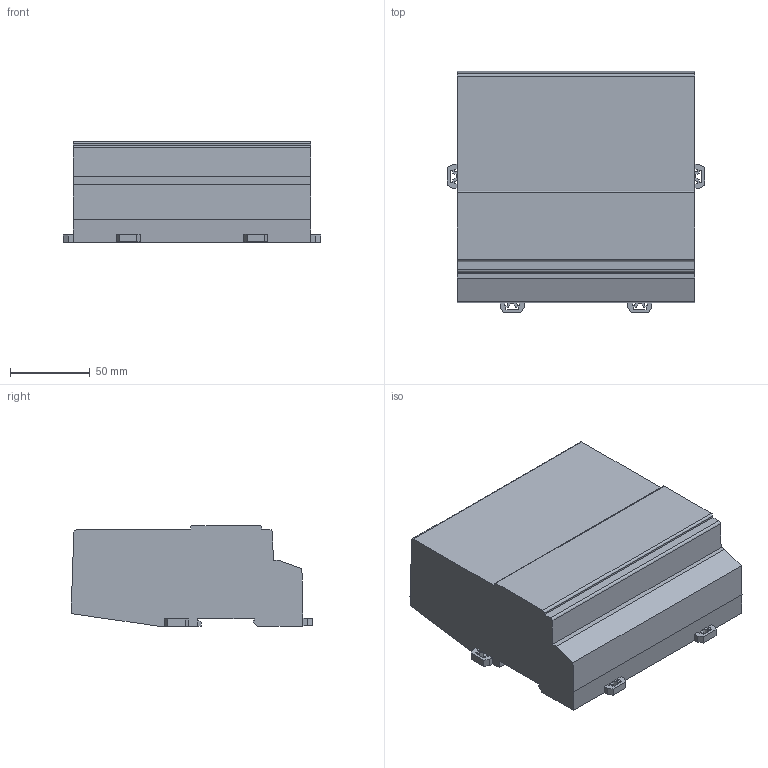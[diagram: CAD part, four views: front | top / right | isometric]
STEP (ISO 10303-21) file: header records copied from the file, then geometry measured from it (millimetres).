
FILE_DESCRIPTION(/* description */ (''),/* implementation_level */ '2;1');
FILE_NAME(/* name */ '3d_BCG0524_lovato_atak_0013.stp',/* time_stamp */ '2016-03-22T07:11:54+01:00',/* author */ ('Andrzej'),/* organization */ (''),/* preprocessor_version */ 'ST-DEVELOPER v15.5',/* originating_system */ 'AutoCAD Mechanical',/* authorisation */ '');
FILE_SCHEMA (('AUTOMOTIVE_DESIGN { 1 0 10303 214 3 1 1 }'));
Length unit declared in the file: millimetre
Products named in the file (1): Product
Bounding box: 161 x 151 x 63.2 mm (x, y, z)
Volume: 1200988.8 mm3; surface area: 78646.1 mm2
Topology: 3 solids, 3 shells, 126 faces, 529 edges, 562 vertices
Faces by surface type: plane 110, cylinder 16
Entity records: 5366 total; most frequent: CARTESIAN_POINT 1218, DIRECTION 876, ORIENTED_EDGE 744, LINE 436, VECTOR 436, EDGE_CURVE 372, VERTEX_POINT 248, AXIS2_PLACEMENT_3D 220
